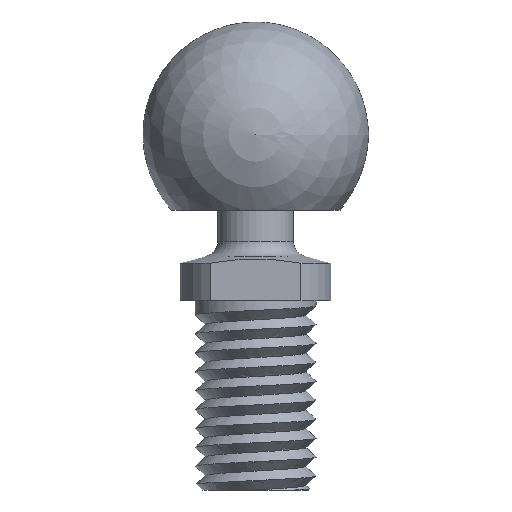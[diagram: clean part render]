
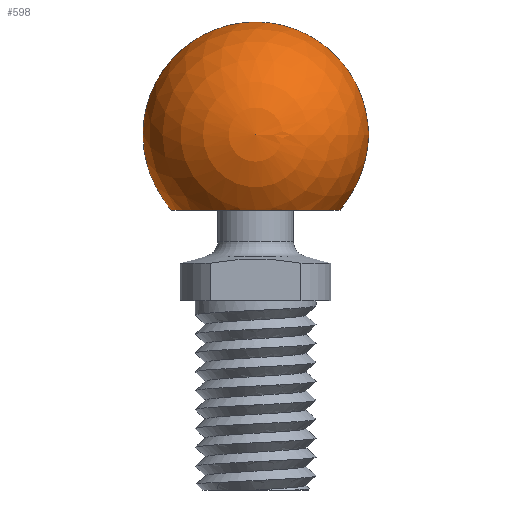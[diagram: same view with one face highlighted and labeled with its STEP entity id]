
A CAD part, left-side view. The second image highlights one B-rep face of the part: STEP entity #598.
In plain terms, the highlighted spherical face has radius 7.5 mm.
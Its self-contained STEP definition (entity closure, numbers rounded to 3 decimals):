
#18=SPHERICAL_SURFACE('',#670,7.5);
#62=CIRCLE('',#628,5.);
#83=CIRCLE('',#669,5.59);
#145=FACE_OUTER_BOUND('',#201,.T.);
#201=EDGE_LOOP('',(#503,#504));
#288=VERTEX_POINT('',#2037);
#344=EDGE_CURVE('',#288,#288,#62,.T.);
#375=EDGE_CURVE('',#288,#288,#83,.T.);
#503=ORIENTED_EDGE('',*,*,#344,.T.);
#504=ORIENTED_EDGE('',*,*,#375,.T.);
#598=ADVANCED_FACE('',(#145),#18,.T.);
#628=AXIS2_PLACEMENT_3D('',#2038,#722,#723);
#669=AXIS2_PLACEMENT_3D('',#2118,#810,#811);
#670=AXIS2_PLACEMENT_3D('',#2119,#812,#813);
#722=DIRECTION('center_axis',(-1.,0.,0.));
#723=DIRECTION('ref_axis',(0.,0.,1.));
#810=DIRECTION('center_axis',(0.,0.,1.));
#811=DIRECTION('ref_axis',(0.,1.,0.));
#812=DIRECTION('center_axis',(1.,0.,0.));
#813=DIRECTION('ref_axis',(0.,-1.,0.));
#2037=CARTESIAN_POINT('',(-19.41,0.,-5.));
#2038=CARTESIAN_POINT('Origin',(-19.41,0.,0.));
#2118=CARTESIAN_POINT('Origin',(-25.,0.,-5.));
#2119=CARTESIAN_POINT('Origin',(-25.,0.,0.));
